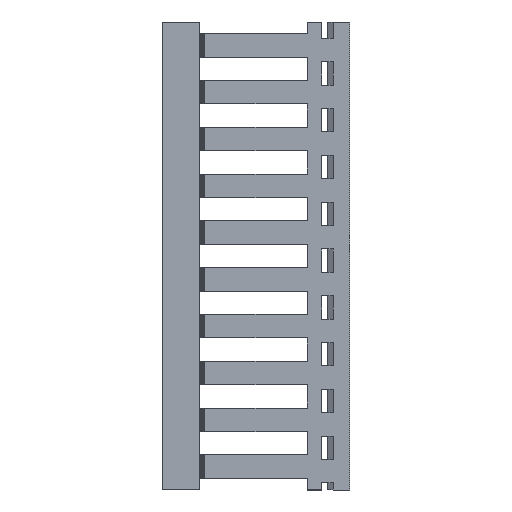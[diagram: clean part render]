
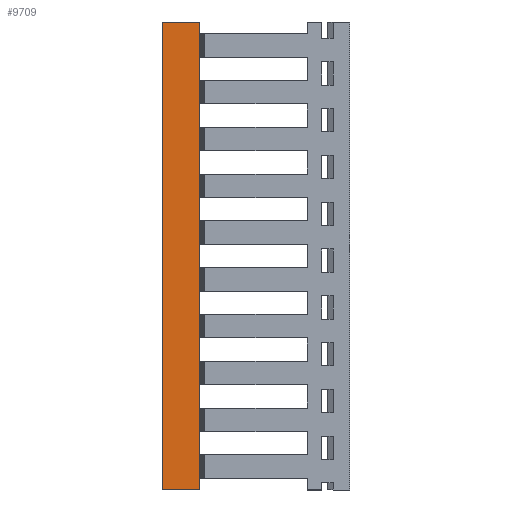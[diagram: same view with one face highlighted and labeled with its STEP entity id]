
A CAD part, left-side view. The second image highlights one B-rep face of the part: STEP entity #9709.
In plain terms, the highlighted planar face has unit normal (-1, 0, 0).
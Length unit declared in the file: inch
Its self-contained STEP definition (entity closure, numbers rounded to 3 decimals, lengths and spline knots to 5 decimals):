
#97 = DIRECTION ( 'NONE',  ( 0., 1., 0. ) ) ;
#489 = EDGE_CURVE ( 'NONE', #10884, #5709, #10723, .T. ) ;
#618 = VECTOR ( 'NONE', #97, 39.37008 ) ;
#976 = VECTOR ( 'NONE', #10864, 39.37008 ) ;
#1459 = LINE ( 'NONE', #2286, #3526 ) ;
#1526 = CARTESIAN_POINT ( 'NONE',  ( -0.7874, 1.5748, -3.93701 ) ) ;
#1581 = CARTESIAN_POINT ( 'NONE',  ( -0.7874, 1.5748, -3.93701 ) ) ;
#1635 = DIRECTION ( 'NONE',  ( 0., -1., 0. ) ) ;
#1797 = CARTESIAN_POINT ( 'NONE',  ( -0.7874, 1.25984, -3.93701 ) ) ;
#2015 = ORIENTED_EDGE ( 'NONE', *, *, #6666, .T. ) ;
#2286 = CARTESIAN_POINT ( 'NONE',  ( -0.7874, 1.25984, -3.93701 ) ) ;
#2571 = EDGE_CURVE ( 'NONE', #5709, #6147, #1459, .T. ) ;
#2932 = CARTESIAN_POINT ( 'NONE',  ( -0.7874, 1.5748, 0. ) ) ;
#3526 = VECTOR ( 'NONE', #8571, 39.37008 ) ;
#4485 = CARTESIAN_POINT ( 'NONE',  ( -0.7874, 1.25984, 0. ) ) ;
#5200 = DIRECTION ( 'NONE',  ( 0., -1., 0. ) ) ;
#5709 = VERTEX_POINT ( 'NONE', #1797 ) ;
#6043 = FACE_OUTER_BOUND ( 'NONE', #9339, .T. ) ;
#6147 = VERTEX_POINT ( 'NONE', #4485 ) ;
#6453 = LINE ( 'NONE', #10096, #976 ) ;
#6605 = CARTESIAN_POINT ( 'NONE',  ( -0.7874, 1.5748, 0. ) ) ;
#6666 = EDGE_CURVE ( 'NONE', #6147, #9752, #8160, .T. ) ;
#7900 = AXIS2_PLACEMENT_3D ( 'NONE', #1581, #9686, #1635 ) ;
#8160 = LINE ( 'NONE', #2932, #618 ) ;
#8571 = DIRECTION ( 'NONE',  ( 0., 0., 1. ) ) ;
#9042 = ORIENTED_EDGE ( 'NONE', *, *, #489, .T. ) ;
#9339 = EDGE_LOOP ( 'NONE', ( #9042, #9902, #2015, #9753 ) ) ;
#9636 = PLANE ( 'NONE',  #7900 ) ;
#9686 = DIRECTION ( 'NONE',  ( -1., 0., 0. ) ) ;
#9709 = ADVANCED_FACE ( 'NONE', ( #6043 ), #9636, .T. ) ;
#9752 = VERTEX_POINT ( 'NONE', #6605 ) ;
#9753 = ORIENTED_EDGE ( 'NONE', *, *, #10960, .F. ) ;
#9781 = CARTESIAN_POINT ( 'NONE',  ( -0.7874, 1.5748, -3.93701 ) ) ;
#9902 = ORIENTED_EDGE ( 'NONE', *, *, #2571, .T. ) ;
#10096 = CARTESIAN_POINT ( 'NONE',  ( -0.7874, 1.5748, -3.93701 ) ) ;
#10723 = LINE ( 'NONE', #9781, #10821 ) ;
#10821 = VECTOR ( 'NONE', #5200, 39.37008 ) ;
#10864 = DIRECTION ( 'NONE',  ( 0., 0., 1. ) ) ;
#10884 = VERTEX_POINT ( 'NONE', #1526 ) ;
#10960 = EDGE_CURVE ( 'NONE', #10884, #9752, #6453, .T. ) ;
